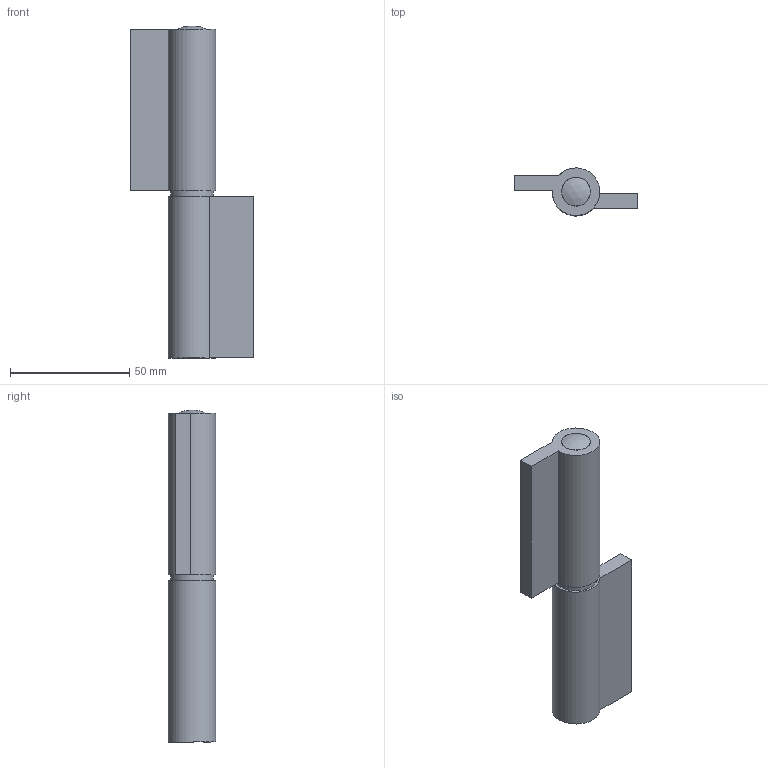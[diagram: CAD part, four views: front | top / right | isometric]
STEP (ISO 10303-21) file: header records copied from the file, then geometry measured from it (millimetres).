
FILE_DESCRIPTION(/* description */ (''),/* implementation_level */ '2;1');
FILE_NAME(/* name */ '1512GJSOF.stp',/* time_stamp */ '2019-08-05T13:37:56+02:00',/* author */ ('marc'),/* organization */ (''),/* preprocessor_version */ 'ST-DEVELOPER v17.2',/* originating_system */ 'Autodesk Inventor 2019',/* authorisation */ '');
FILE_SCHEMA (('AUTOMOTIVE_DESIGN { 1 0 10303 214 3 1 1 }'));
Length unit declared in the file: millimetre
Products named in the file (4): 1512GJSOF; 15246; 16491; 13517
Assembly tree (4 placements, depth 2):
  1512GJSOF
    15246
    16491  x2
    13517
Bounding box: 52 x 19.97 x 139.4 mm (x, y, z)
Volume: 57879.4 mm3; surface area: 25616.5 mm2
Topology: 4 solids, 4 shells, 422 faces, 950 edges, 635 vertices
Faces by surface type: plane 413, cylinder 7, cone 1, sphere 1
Full cylindrical faces by diameter (mm): 12 x1, 12.1 x2, 12.5 x1, 18 x1
Entity records: 11710 total; most frequent: DIRECTION 2000, CARTESIAN_POINT 1983, ORIENTED_EDGE 1870, EDGE_CURVE 935, LINE 716, VECTOR 716, AXIS2_PLACEMENT_3D 642, VERTEX_POINT 625
